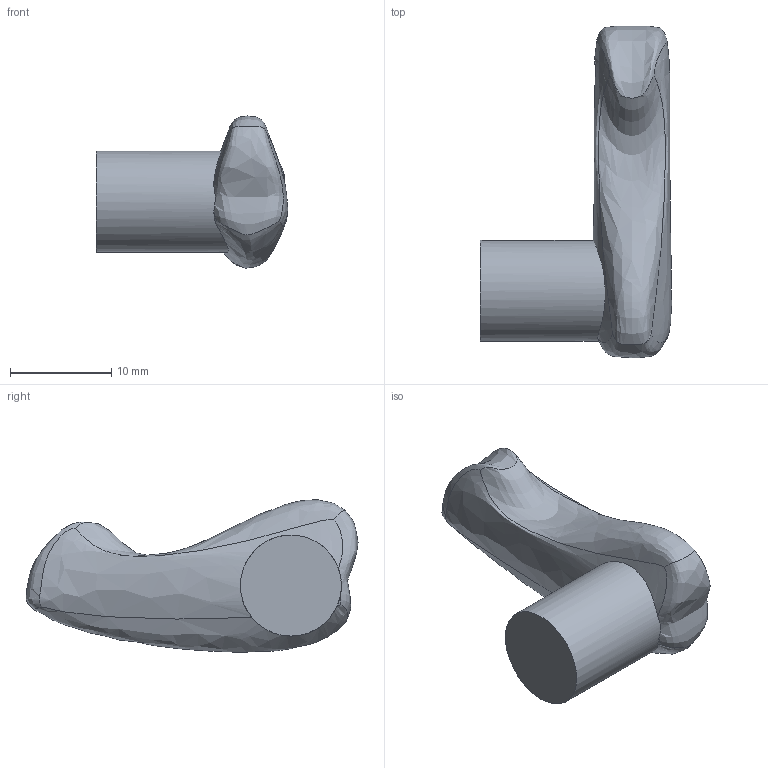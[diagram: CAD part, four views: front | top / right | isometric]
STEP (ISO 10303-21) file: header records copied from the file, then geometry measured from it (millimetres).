
FILE_DESCRIPTION(/* description */ (''),/* implementation_level */ '2;1');
FILE_NAME(/* name */ 'D-BrazoIzq.stp',/* time_stamp */ '2025-02-09T16:46:20-05:00',/* author */ ('USUARIO'),/* organization */ (''),/* preprocessor_version */ 'ST-DEVELOPER v20',/* originating_system */ 'Autodesk Inventor 2024',/* authorisation */ '');
FILE_SCHEMA (('AUTOMOTIVE_DESIGN { 1 0 10303 214 3 1 1 }'));
Length unit declared in the file: millimetre
Products named in the file (1): D-BrazoIzq
Bounding box: 18.93 x 32.86 x 15.06 mm (x, y, z)
Volume: 3018.8 mm3; surface area: 1442.1 mm2
Topology: 1 solids, 1 shells, 9 faces, 21 edges, 14 vertices
Faces by surface type: bspline 7, cylinder 1, plane 1
Full cylindrical faces by diameter (mm): 10 x1
Entity records: 1826 total; most frequent: CARTESIAN_POINT 1631, ORIENTED_EDGE 42, EDGE_CURVE 21, B_SPLINE_CURVE_WITH_KNOTS 19, VERTEX_POINT 14, FACE_OUTER_BOUND 9, EDGE_LOOP 9, ADVANCED_FACE 9
